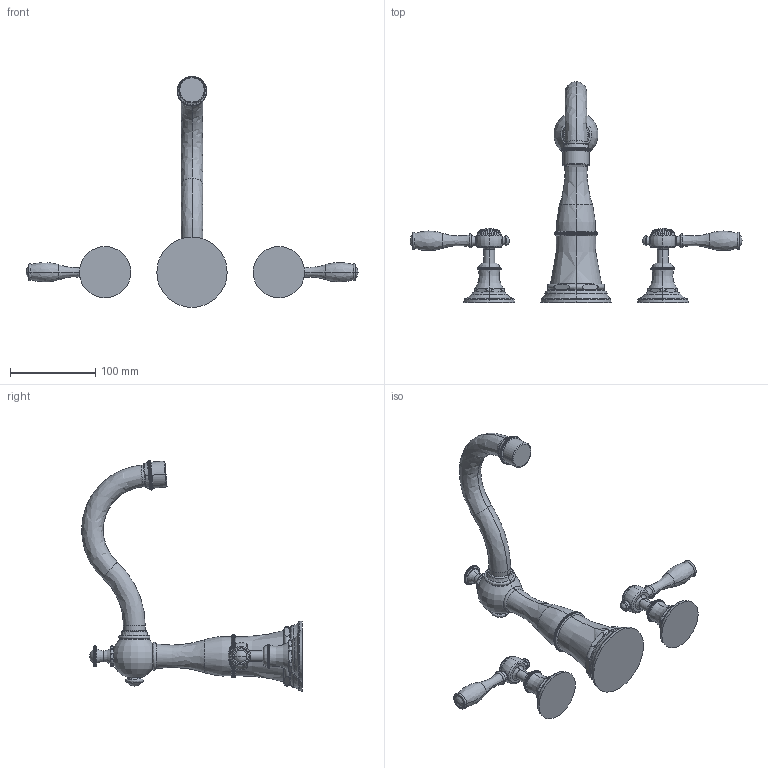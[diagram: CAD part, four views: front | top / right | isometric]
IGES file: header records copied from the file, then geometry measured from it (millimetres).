
Start section:  PTC IGES file: 3-1776.igs
Global section: file name: 3-1776.igs; native system: Creo Parametric by PTC Inc.; preprocessor: 2018400; author: jinson.thomas; organization: Unknown; date: 20210312.135415; units: inch
Bounding box: 388.42 x 258.34 x 270.03 mm (x, y, z)
Volume: 680996.6 mm3; surface area: 99953.9 mm2
Topology: 3 solids, 3 shells, 1099 faces, 1810 edges, 1154 vertices
Faces by surface type: bspline 889, revolution 210
